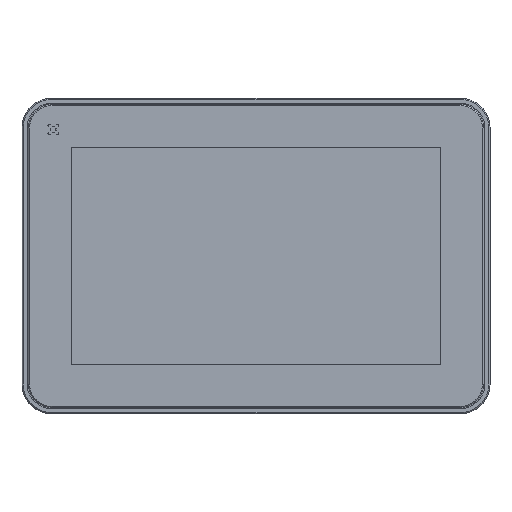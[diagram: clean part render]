
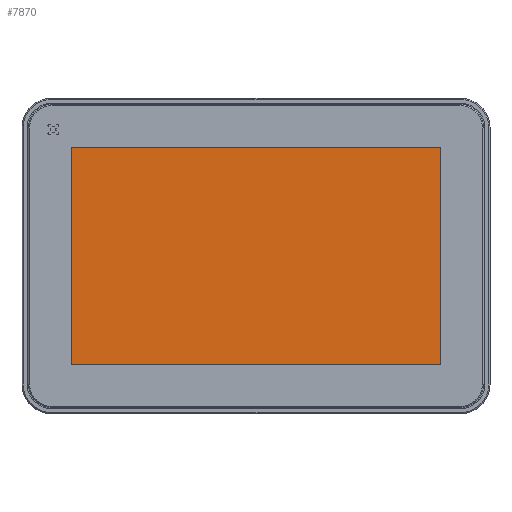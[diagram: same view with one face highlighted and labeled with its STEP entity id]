
A CAD part, top view. The second image highlights one B-rep face of the part: STEP entity #7870.
In plain terms, the highlighted planar face has unit normal (0, 0, 1).
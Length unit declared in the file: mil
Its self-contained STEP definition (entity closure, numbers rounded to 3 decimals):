
#7445 = FACE_OUTER_BOUND ( 'NONE', #79948, .T. ) ;
#7541 = CARTESIAN_POINT ( 'NONE',  ( 3037.402, 1785.433, 1811.781 ) ) ;
#7862 = VECTOR ( 'NONE', #23381, 39370.079 ) ;
#7870 = ADVANCED_FACE ( 'NONE', ( #7445 ), #32697, .T. ) ;
#17007 = EDGE_CURVE ( 'NONE', #78458, #22808, #48648, .T. ) ;
#18996 = VERTEX_POINT ( 'NONE', #72320 ) ;
#19125 = EDGE_CURVE ( 'NONE', #69219, #78458, #23458, .T. ) ;
#19674 = CARTESIAN_POINT ( 'NONE',  ( -3037.402, -1785.433, 1811.781 ) ) ;
#22698 = VECTOR ( 'NONE', #61769, 39370.079 ) ;
#22808 = VERTEX_POINT ( 'NONE', #36878 ) ;
#23381 = DIRECTION ( 'NONE',  ( 0., -1., 0. ) ) ;
#23458 = LINE ( 'NONE', #35264, #22698 ) ;
#23830 = CARTESIAN_POINT ( 'NONE',  ( 3037.402, 1785.433, 1811.781 ) ) ;
#26457 = ORIENTED_EDGE ( 'NONE', *, *, #17007, .T. ) ;
#30536 = DIRECTION ( 'NONE',  ( 1., 0., 0. ) ) ;
#32697 = PLANE ( 'NONE',  #74197 ) ;
#35264 = CARTESIAN_POINT ( 'NONE',  ( -3037.402, 1785.433, 1811.781 ) ) ;
#36878 = CARTESIAN_POINT ( 'NONE',  ( -3037.402, -1785.433, 1811.781 ) ) ;
#39357 = ORIENTED_EDGE ( 'NONE', *, *, #45523, .T. ) ;
#39844 = DIRECTION ( 'NONE',  ( 1., 0., 0. ) ) ;
#40767 = CARTESIAN_POINT ( 'NONE',  ( -3037.402, 1785.433, 1811.781 ) ) ;
#41501 = CARTESIAN_POINT ( 'NONE',  ( -3037.402, 1785.433, 1811.781 ) ) ;
#42381 = VECTOR ( 'NONE', #42774, 39370.079 ) ;
#42774 = DIRECTION ( 'NONE',  ( 0., 1., 0. ) ) ;
#43180 = LINE ( 'NONE', #77218, #54813 ) ;
#45523 = EDGE_CURVE ( 'NONE', #22808, #18996, #43180, .T. ) ;
#48648 = LINE ( 'NONE', #41501, #7862 ) ;
#49424 = EDGE_CURVE ( 'NONE', #18996, #69219, #55414, .T. ) ;
#54813 = VECTOR ( 'NONE', #30536, 39370.079 ) ;
#55414 = LINE ( 'NONE', #23830, #42381 ) ;
#61769 = DIRECTION ( 'NONE',  ( -1., 0., 0. ) ) ;
#64705 = ORIENTED_EDGE ( 'NONE', *, *, #49424, .T. ) ;
#66453 = ORIENTED_EDGE ( 'NONE', *, *, #19125, .T. ) ;
#69219 = VERTEX_POINT ( 'NONE', #7541 ) ;
#71420 = DIRECTION ( 'NONE',  ( 0., 0., 1. ) ) ;
#72320 = CARTESIAN_POINT ( 'NONE',  ( 3037.402, -1785.433, 1811.781 ) ) ;
#74197 = AXIS2_PLACEMENT_3D ( 'NONE', #19674, #71420, #39844 ) ;
#77218 = CARTESIAN_POINT ( 'NONE',  ( -3037.402, -1785.433, 1811.781 ) ) ;
#78458 = VERTEX_POINT ( 'NONE', #40767 ) ;
#79948 = EDGE_LOOP ( 'NONE', ( #26457, #39357, #64705, #66453 ) ) ;
